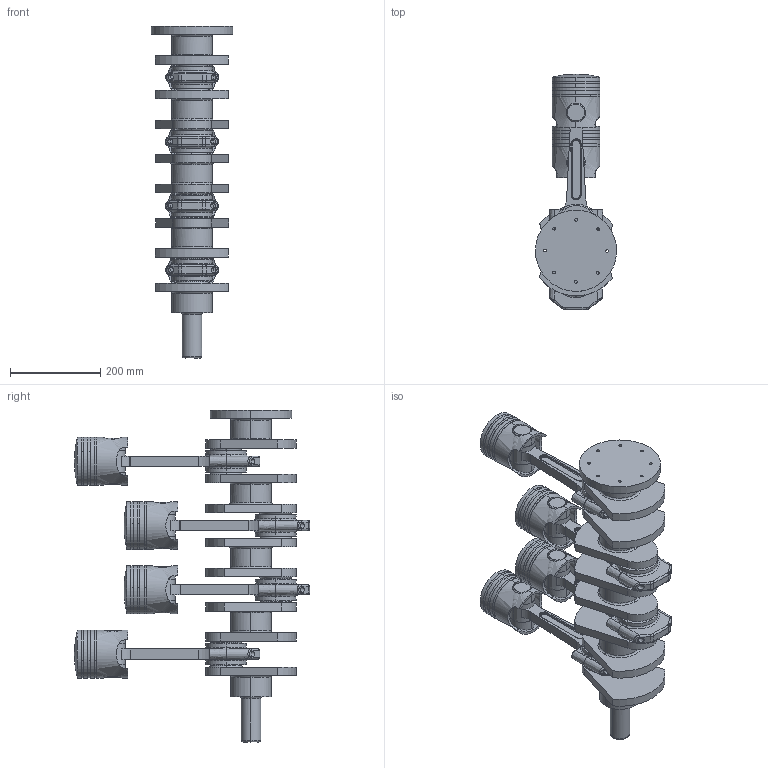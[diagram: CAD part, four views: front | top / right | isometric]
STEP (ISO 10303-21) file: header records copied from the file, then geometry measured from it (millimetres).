
FILE_DESCRIPTION(('FreeCAD Model'),'2;1');
FILE_NAME('Open CASCADE Shape Model','2025-05-03T08:29:04',('FreeCAD'),( 'FreeCAD'),'Open CASCADE STEP processor 7.6','FreeCAD','Unknown');
FILE_SCHEMA(('AUTOMOTIVE_DESIGN { 1 0 10303 214 1 1 1 1 }'));
Length unit declared in the file: millimetre
Products named in the file (1): Open CASCADE STEP translator 7.6 1
Bounding box: 179.8 x 520.98 x 735.46 mm (x, y, z)
Volume: 9681191.8 mm3; surface area: 1426995.2 mm2
Topology: 29 solids, 29 shells, 836 faces, 1978 edges, 1246 vertices
Faces by surface type: bspline 836
Entity records: 29072 total; most frequent: CARTESIAN_POINT 17845, ORIENTED_EDGE 3956, EDGE_CURVE 1978, VERTEX_POINT 1246, FACE_BOUND 978, EDGE_LOOP 978, B_SPLINE_CURVE_WITH_KNOTS 930, ADVANCED_FACE 836
